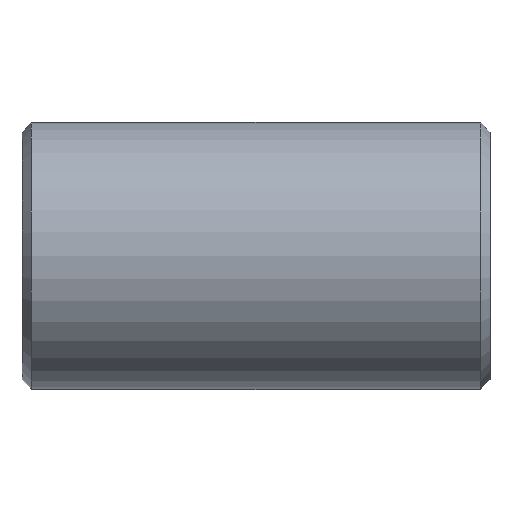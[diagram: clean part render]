
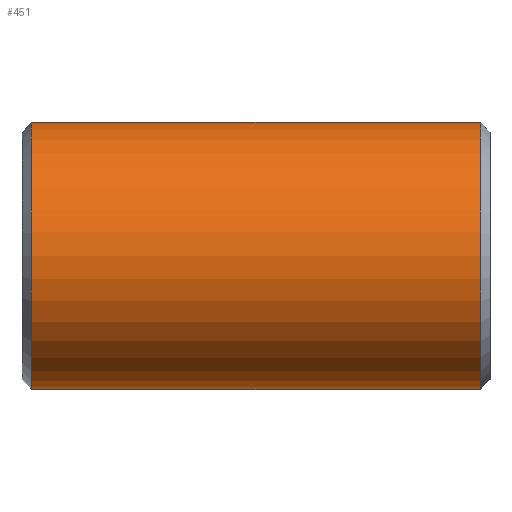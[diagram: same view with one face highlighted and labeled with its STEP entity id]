
A CAD part, top view. The second image highlights one B-rep face of the part: STEP entity #451.
In plain terms, the highlighted cylindrical face has radius 28.5 mm (diameter 57 mm), a full revolution.
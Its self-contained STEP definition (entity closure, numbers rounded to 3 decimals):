
#1 = CARTESIAN_POINT ( 'NONE',  ( -48.042, 0., -28.5 ) ) ;
#20 = VERTEX_POINT ( 'NONE', #21 ) ;
#21 = CARTESIAN_POINT ( 'NONE',  ( 48.042, 0., -28.5 ) ) ;
#47 = EDGE_CURVE ( 'NONE', #475, #471, #241, .T. ) ;
#52 = EDGE_CURVE ( 'NONE', #76, #76, #350, .T. ) ;
#55 = AXIS2_PLACEMENT_3D ( 'NONE', #490, #495, #496 ) ;
#69 = EDGE_CURVE ( 'NONE', #20, #20, #336, .T. ) ;
#71 = EDGE_CURVE ( 'NONE', #471, #475, #248, .T. ) ;
#76 = VERTEX_POINT ( 'NONE', #1 ) ;
#80 = CARTESIAN_POINT ( 'NONE',  ( 0., 28.5, 0. ) ) ;
#83 = CARTESIAN_POINT ( 'NONE',  ( 0., -28.5, 0. ) ) ;
#241 =( BOUNDED_CURVE ( )  B_SPLINE_CURVE ( 3, ( #476, #472, #482, #483 ),
 .UNSPECIFIED., .F., .T. ) 
 B_SPLINE_CURVE_WITH_KNOTS ( ( 4, 4 ),
 ( 1.571, 4.712 ),
 .UNSPECIFIED. ) 
 CURVE ( )  GEOMETRIC_REPRESENTATION_ITEM ( )  RATIONAL_B_SPLINE_CURVE ( ( 1., 0.333, 0.333, 1. ) ) 
 REPRESENTATION_ITEM ( '' )  );
#248 =( BOUNDED_CURVE ( )  B_SPLINE_CURVE ( 3, ( #543, #540, #548, #549 ),
 .UNSPECIFIED., .F., .T. ) 
 B_SPLINE_CURVE_WITH_KNOTS ( ( 4, 4 ),
 ( 1.571, 4.712 ),
 .UNSPECIFIED. ) 
 CURVE ( )  GEOMETRIC_REPRESENTATION_ITEM ( )  RATIONAL_B_SPLINE_CURVE ( ( 1., 0.333, 0.333, 1. ) ) 
 REPRESENTATION_ITEM ( '' )  );
#258 = AXIS2_PLACEMENT_3D ( 'NONE', #534, #541, #542 ) ;
#266 = AXIS2_PLACEMENT_3D ( 'NONE', #562, #565, #566 ) ;
#311 = FACE_OUTER_BOUND ( 'NONE', #360, .T. ) ;
#322 = FACE_OUTER_BOUND ( 'NONE', #421, .T. ) ;
#329 = CYLINDRICAL_SURFACE ( 'NONE', #266, 28.5 ) ;
#336 = CIRCLE ( 'NONE', #258, 28.5 ) ;
#338 = FACE_BOUND ( 'NONE', #396, .T. ) ;
#350 = CIRCLE ( 'NONE', #55, 28.5 ) ;
#352 = ORIENTED_EDGE ( 'NONE', *, *, #71, .T. ) ;
#356 = ORIENTED_EDGE ( 'NONE', *, *, #69, .F. ) ;
#360 = EDGE_LOOP ( 'NONE', ( #361 ) ) ;
#361 = ORIENTED_EDGE ( 'NONE', *, *, #52, .T. ) ;
#396 = EDGE_LOOP ( 'NONE', ( #433, #352 ) ) ;
#421 = EDGE_LOOP ( 'NONE', ( #356 ) ) ;
#433 = ORIENTED_EDGE ( 'NONE', *, *, #47, .T. ) ;
#451 = ADVANCED_FACE ( 'NONE', ( #322, #338, #311 ), #329, .T. ) ;
#471 = VERTEX_POINT ( 'NONE', #83 ) ;
#472 = CARTESIAN_POINT ( 'NONE',  ( -62., 28.5, -57. ) ) ;
#475 = VERTEX_POINT ( 'NONE', #80 ) ;
#476 = CARTESIAN_POINT ( 'NONE',  ( 0., 28.5, 0. ) ) ;
#482 = CARTESIAN_POINT ( 'NONE',  ( -62., -28.5, -57. ) ) ;
#483 = CARTESIAN_POINT ( 'NONE',  ( 0., -28.5, 0. ) ) ;
#490 = CARTESIAN_POINT ( 'NONE',  ( -48.042, 0., 0. ) ) ;
#495 = DIRECTION ( 'NONE',  ( 1., 0., 0. ) ) ;
#496 = DIRECTION ( 'NONE',  ( 0., 0., -1. ) ) ;
#534 = CARTESIAN_POINT ( 'NONE',  ( 48.042, 0., 0. ) ) ;
#540 = CARTESIAN_POINT ( 'NONE',  ( 62., -28.5, -57. ) ) ;
#541 = DIRECTION ( 'NONE',  ( 1., 0., 0. ) ) ;
#542 = DIRECTION ( 'NONE',  ( 0., 0., -1. ) ) ;
#543 = CARTESIAN_POINT ( 'NONE',  ( 0., -28.5, 0. ) ) ;
#548 = CARTESIAN_POINT ( 'NONE',  ( 62., 28.5, -57. ) ) ;
#549 = CARTESIAN_POINT ( 'NONE',  ( 0., 28.5, 0. ) ) ;
#562 = CARTESIAN_POINT ( 'NONE',  ( 50., 0., 0. ) ) ;
#565 = DIRECTION ( 'NONE',  ( 1., 0., 0. ) ) ;
#566 = DIRECTION ( 'NONE',  ( 0., 0., -1. ) ) ;
